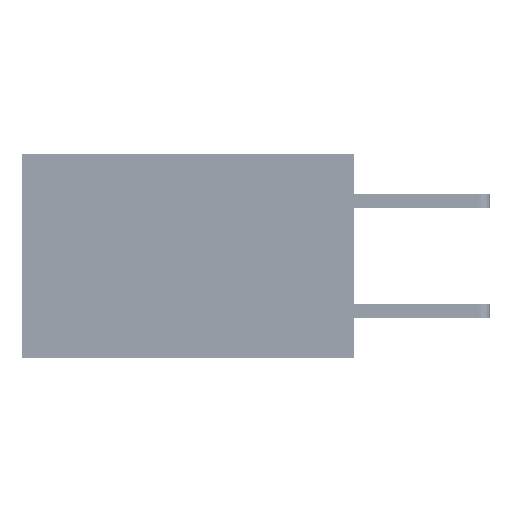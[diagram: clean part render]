
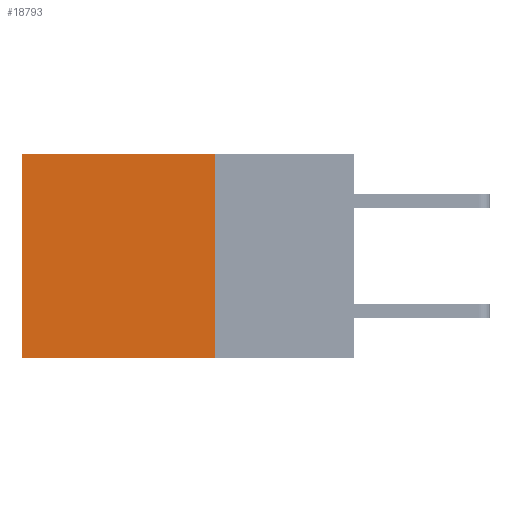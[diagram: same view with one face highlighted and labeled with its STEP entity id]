
A CAD part, left-side view. The second image highlights one B-rep face of the part: STEP entity #18793.
In plain terms, the highlighted planar face has unit normal (-1, 0, 0).
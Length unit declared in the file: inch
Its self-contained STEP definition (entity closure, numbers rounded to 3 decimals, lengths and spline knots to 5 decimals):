
#1458 = ORIENTED_EDGE ( 'NONE', *, *, #39364, .F. ) ;
#1700 = EDGE_CURVE ( 'NONE', #27896, #8716, #5051, .T. ) ;
#5051 = LINE ( 'NONE', #10276, #19395 ) ;
#5750 = DIRECTION ( 'NONE',  ( 1., 0., 0. ) ) ;
#5945 = DIRECTION ( 'NONE',  ( 0., 0., -1. ) ) ;
#8716 = VERTEX_POINT ( 'NONE', #29273 ) ;
#9229 = CARTESIAN_POINT ( 'NONE',  ( 0.2875, 0.6, 0. ) ) ;
#10276 = CARTESIAN_POINT ( 'NONE',  ( 0.2875, 0.25, -0.37 ) ) ;
#11990 = ORIENTED_EDGE ( 'NONE', *, *, #1700, .F. ) ;
#13298 = EDGE_CURVE ( 'NONE', #17481, #8716, #26355, .T. ) ;
#14781 = DIRECTION ( 'NONE',  ( 0., 0., -1. ) ) ;
#15653 = ORIENTED_EDGE ( 'NONE', *, *, #29522, .T. ) ;
#15760 = AXIS2_PLACEMENT_3D ( 'NONE', #38471, #5750, #18764 ) ;
#17481 = VERTEX_POINT ( 'NONE', #27930 ) ;
#18511 = CARTESIAN_POINT ( 'NONE',  ( 0.2875, 0.25, 0. ) ) ;
#18764 = DIRECTION ( 'NONE',  ( 0., 0., -1. ) ) ;
#18793 = ADVANCED_FACE ( 'NONE', ( #32813 ), #31835, .F. ) ;
#19395 = VECTOR ( 'NONE', #22364, 39.37008 ) ;
#21194 = VECTOR ( 'NONE', #5945, 39.37008 ) ;
#22174 = CARTESIAN_POINT ( 'NONE',  ( 0.2875, 0.25, -0.37 ) ) ;
#22364 = DIRECTION ( 'NONE',  ( 0., 1., 0. ) ) ;
#23596 = LINE ( 'NONE', #18511, #23639 ) ;
#23639 = VECTOR ( 'NONE', #14781, 39.37008 ) ;
#24525 = VECTOR ( 'NONE', #35838, 39.37008 ) ;
#25404 = EDGE_LOOP ( 'NONE', ( #31719, #11990, #1458, #15653 ) ) ;
#26355 = LINE ( 'NONE', #9229, #21194 ) ;
#27896 = VERTEX_POINT ( 'NONE', #22174 ) ;
#27930 = CARTESIAN_POINT ( 'NONE',  ( 0.2875, 0.6, 0. ) ) ;
#29273 = CARTESIAN_POINT ( 'NONE',  ( 0.2875, 0.6, -0.37 ) ) ;
#29522 = EDGE_CURVE ( 'NONE', #37672, #17481, #34234, .T. ) ;
#31031 = CARTESIAN_POINT ( 'NONE',  ( 0.2875, 0.25, 0. ) ) ;
#31719 = ORIENTED_EDGE ( 'NONE', *, *, #13298, .T. ) ;
#31835 = PLANE ( 'NONE',  #15760 ) ;
#32813 = FACE_OUTER_BOUND ( 'NONE', #25404, .T. ) ;
#34234 = LINE ( 'NONE', #42487, #24525 ) ;
#35838 = DIRECTION ( 'NONE',  ( 0., 1., 0. ) ) ;
#37672 = VERTEX_POINT ( 'NONE', #31031 ) ;
#38471 = CARTESIAN_POINT ( 'NONE',  ( 0.2875, 0.25, 0. ) ) ;
#39364 = EDGE_CURVE ( 'NONE', #37672, #27896, #23596, .T. ) ;
#42487 = CARTESIAN_POINT ( 'NONE',  ( 0.2875, 0.25, 0. ) ) ;
